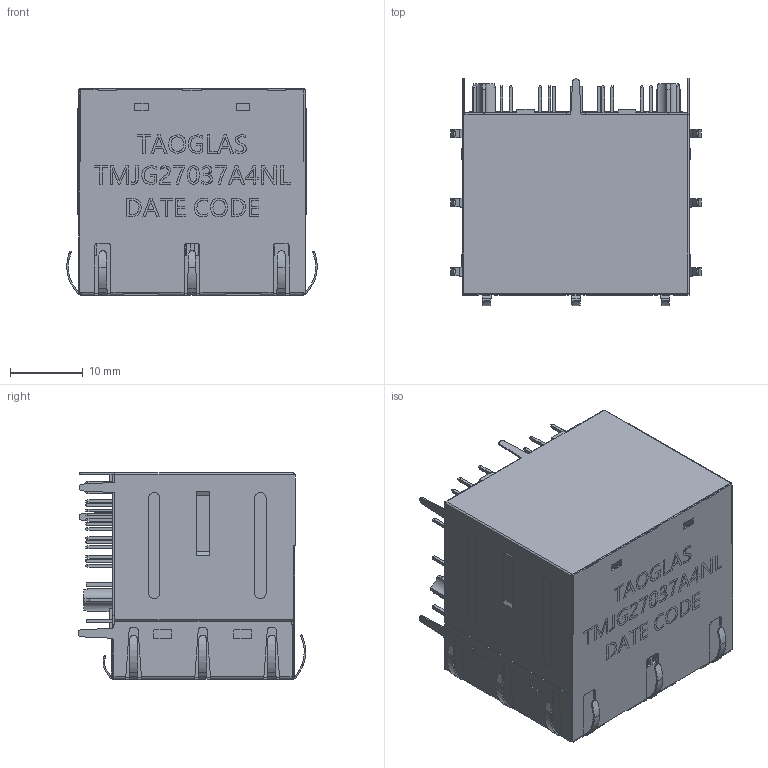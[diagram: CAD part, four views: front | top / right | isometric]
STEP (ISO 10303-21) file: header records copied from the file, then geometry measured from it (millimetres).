
FILE_DESCRIPTION (( 'STEP AP203' ), '1' );
FILE_NAME ('TMJG27037A4NL.STEP', '2023-03-07T02:52:52', ( '' ), ( '' ), 'SwSTEP 2.0', 'SolidWorks 2022', '' );
FILE_SCHEMA (( 'CONFIG_CONTROL_DESIGN' ));
Products named in the file (1): TMJG27037A4NL
Bounding box: 34.48 x 31.29 x 28.4 mm (x, y, z)
Volume: 7395.9 mm3; surface area: 22102.3 mm2
Topology: 3 solids, 3 shells, 4749 faces, 14141 edges, 9090 vertices
Faces by surface type: plane 3980, cylinder 686, bspline 69, cone 10, torus 4
Entity records: 162470 total; most frequent: CARTESIAN_POINT 35958, ORIENTED_EDGE 28282, DIRECTION 23629, EDGE_CURVE 14141, LINE 11891, VECTOR 11891, VERTEX_POINT 9090, AXIS2_PLACEMENT_3D 5869
